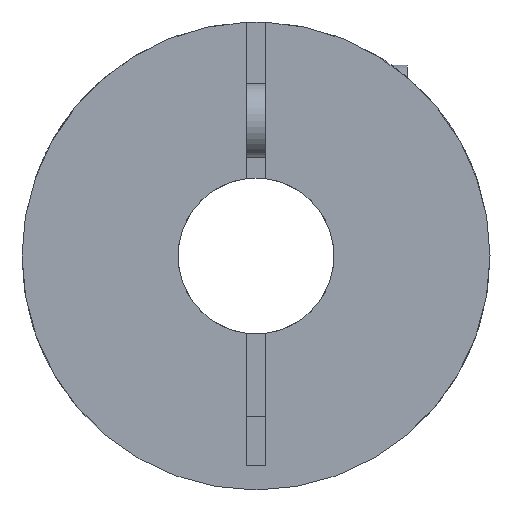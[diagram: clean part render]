
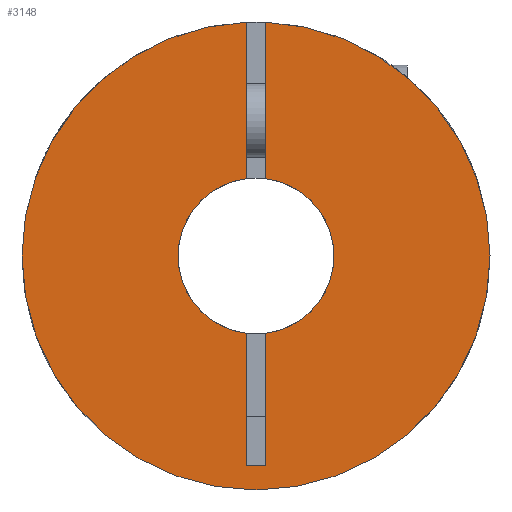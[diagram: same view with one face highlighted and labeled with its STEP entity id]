
A CAD part, left-side view. The second image highlights one B-rep face of the part: STEP entity #3148.
In plain terms, the highlighted planar face has unit normal (-1, 0, 0).
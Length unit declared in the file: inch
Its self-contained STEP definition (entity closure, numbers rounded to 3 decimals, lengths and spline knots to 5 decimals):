
#1776=CARTESIAN_POINT('',(0.,-3.165,0.));
#1777=VERTEX_POINT('',#1776);
#1793=CARTESIAN_POINT('',(0.0,-0.4,-3.13962));
#1794=VERTEX_POINT('',#1793);
#1801=CARTESIAN_POINT('',(0.0,0.0,0.0));
#1802=DIRECTION('',(1.0,0.0,0.0));
#1803=DIRECTION('',(0.0,1.0,0.0));
#1804=AXIS2_PLACEMENT_3D('',#1801,#1802,#1803);
#1805=CIRCLE('',#1804,3.165);
#1806=EDGE_CURVE('',#1777,#1794,#1805,.T.);
#1816=CARTESIAN_POINT('',(0.,3.165,0.));
#1817=VERTEX_POINT('',#1816);
#1826=CARTESIAN_POINT('',(0.0,0.4,-3.13962));
#1827=VERTEX_POINT('',#1826);
#1828=CARTESIAN_POINT('',(0.0,0.0,0.0));
#1829=DIRECTION('',(1.0,0.0,0.0));
#1830=DIRECTION('',(0.0,1.0,0.0));
#1831=AXIS2_PLACEMENT_3D('',#1828,#1829,#1830);
#1832=CIRCLE('',#1831,3.165);
#1833=EDGE_CURVE('',#1827,#1817,#1832,.T.);
#2019=CARTESIAN_POINT('',(0.,-9.5,0.));
#2020=VERTEX_POINT('',#2019);
#2038=CARTESIAN_POINT('',(0.0,-0.4,9.49158));
#2039=VERTEX_POINT('',#2038);
#2046=CARTESIAN_POINT('',(0.0,0.0,0.0));
#2047=DIRECTION('',(-1.0,0.0,0.0));
#2048=DIRECTION('',(0.0,1.0,0.0));
#2049=AXIS2_PLACEMENT_3D('',#2046,#2047,#2048);
#2050=CIRCLE('',#2049,9.5);
#2051=EDGE_CURVE('',#2020,#2039,#2050,.T.);
#2098=CARTESIAN_POINT('',(0.,9.5,0.));
#2099=VERTEX_POINT('',#2098);
#2106=CARTESIAN_POINT('',(0.0,0.4,9.49158));
#2107=VERTEX_POINT('',#2106);
#2108=CARTESIAN_POINT('',(0.0,0.0,0.0));
#2109=DIRECTION('',(-1.0,0.0,0.0));
#2110=DIRECTION('',(0.0,1.0,0.0));
#2111=AXIS2_PLACEMENT_3D('',#2108,#2109,#2110);
#2112=CIRCLE('',#2111,9.5);
#2113=EDGE_CURVE('',#2107,#2099,#2112,.T.);
#2277=CARTESIAN_POINT('',(0.0,0.0,0.0));
#2278=DIRECTION('',(-1.0,0.0,0.0));
#2279=DIRECTION('',(0.0,1.0,0.0));
#2280=AXIS2_PLACEMENT_3D('',#2277,#2278,#2279);
#2281=CIRCLE('',#2280,9.5);
#2282=EDGE_CURVE('',#2099,#2020,#2281,.T.);
#2715=CARTESIAN_POINT('',(0.0,0.4,3.13962));
#2716=VERTEX_POINT('',#2715);
#2723=CARTESIAN_POINT('',(0.0,0.0,0.0));
#2724=DIRECTION('',(1.0,0.0,0.0));
#2725=DIRECTION('',(0.0,1.0,0.0));
#2726=AXIS2_PLACEMENT_3D('',#2723,#2724,#2725);
#2727=CIRCLE('',#2726,3.165);
#2728=EDGE_CURVE('',#1817,#2716,#2727,.T.);
#2739=CARTESIAN_POINT('',(0.0,-0.4,3.13962));
#2740=VERTEX_POINT('',#2739);
#2741=CARTESIAN_POINT('',(0.0,0.0,0.0));
#2742=DIRECTION('',(1.0,0.0,0.0));
#2743=DIRECTION('',(0.0,1.0,0.0));
#2744=AXIS2_PLACEMENT_3D('',#2741,#2742,#2743);
#2745=CIRCLE('',#2744,3.165);
#2746=EDGE_CURVE('',#2740,#1777,#2745,.T.);
#2998=CARTESIAN_POINT('',(0.0,-0.4,9.49158));
#2999=DIRECTION('',(0.0,0.0,-1.0));
#3000=VECTOR('',#2999,6.35195);
#3001=LINE('',#2998,#3000);
#3002=EDGE_CURVE('',#2039,#2740,#3001,.T.);
#3018=CARTESIAN_POINT('',(0.0,0.4,3.13962));
#3019=DIRECTION('',(0.0,0.0,1.0));
#3020=VECTOR('',#3019,6.35195);
#3021=LINE('',#3018,#3020);
#3022=EDGE_CURVE('',#2716,#2107,#3021,.T.);
#3046=CARTESIAN_POINT('',(0.0,-0.4,-8.5));
#3047=VERTEX_POINT('',#3046);
#3054=CARTESIAN_POINT('',(0.0,-0.4,-3.13962));
#3055=DIRECTION('',(0.0,0.0,-1.0));
#3056=VECTOR('',#3055,5.36038);
#3057=LINE('',#3054,#3056);
#3058=EDGE_CURVE('',#1794,#3047,#3057,.T.);
#3068=CARTESIAN_POINT('',(0.0,0.4,-8.5));
#3069=VERTEX_POINT('',#3068);
#3070=CARTESIAN_POINT('',(0.0,-0.4,-8.5));
#3071=DIRECTION('',(0.0,1.0,0.0));
#3072=VECTOR('',#3071,0.8);
#3073=LINE('',#3070,#3072);
#3074=EDGE_CURVE('',#3047,#3069,#3073,.T.);
#3100=CARTESIAN_POINT('',(0.0,0.4,-8.5));
#3101=DIRECTION('',(0.0,0.0,1.0));
#3102=VECTOR('',#3101,5.36038);
#3103=LINE('',#3100,#3102);
#3104=EDGE_CURVE('',#3069,#1827,#3103,.T.);
#3129=CARTESIAN_POINT('',(0.0,0.0,0.0));
#3130=DIRECTION('',(-1.0,0.0,0.0));
#3131=DIRECTION('',(0.0,1.0,0.0));
#3132=AXIS2_PLACEMENT_3D('',#3129,#3130,#3131);
#3133=PLANE('',#3132);
#3134=ORIENTED_EDGE('',*,*,#3058,.T.);
#3135=ORIENTED_EDGE('',*,*,#3074,.T.);
#3136=ORIENTED_EDGE('',*,*,#3104,.T.);
#3137=ORIENTED_EDGE('',*,*,#1833,.T.);
#3138=ORIENTED_EDGE('',*,*,#2728,.T.);
#3139=ORIENTED_EDGE('',*,*,#3022,.T.);
#3140=ORIENTED_EDGE('',*,*,#2113,.T.);
#3141=ORIENTED_EDGE('',*,*,#2282,.T.);
#3142=ORIENTED_EDGE('',*,*,#2051,.T.);
#3143=ORIENTED_EDGE('',*,*,#3002,.T.);
#3144=ORIENTED_EDGE('',*,*,#2746,.T.);
#3145=ORIENTED_EDGE('',*,*,#1806,.T.);
#3146=EDGE_LOOP('',(#3134,#3135,#3136,#3137,#3138,#3139,#3140,#3141,#3142,#3143,#3144,#3145));
#3147=FACE_OUTER_BOUND('',#3146,.T.);
#3148=ADVANCED_FACE('',(#3147),#3133,.T.);
